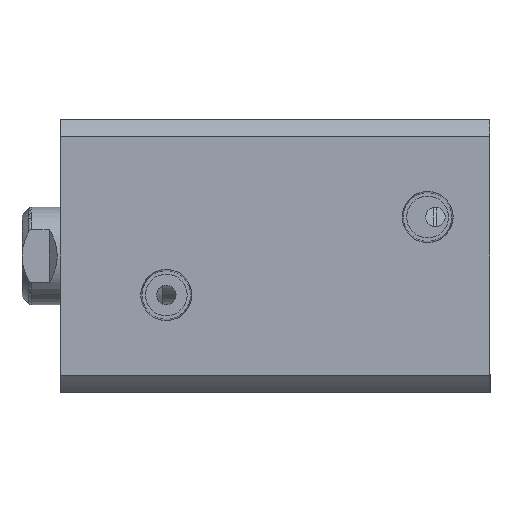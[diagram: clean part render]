
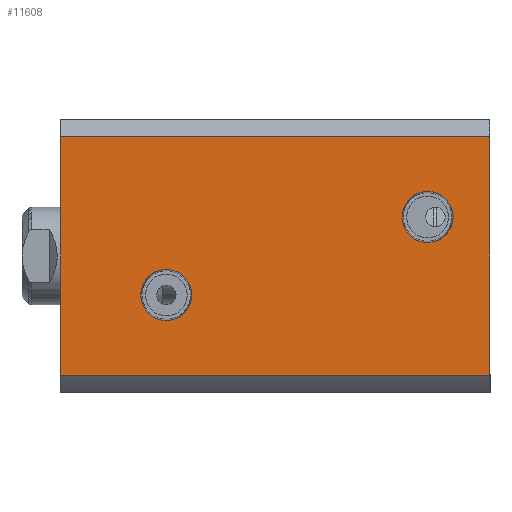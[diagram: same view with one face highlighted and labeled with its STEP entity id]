
A CAD part, left-side view. The second image highlights one B-rep face of the part: STEP entity #11608.
In plain terms, the highlighted planar face has unit normal (-1, 0, 0).
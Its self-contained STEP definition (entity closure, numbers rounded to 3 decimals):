
#46 = EDGE_CURVE ( 'NONE', #605, #2272, #2045, .T. ) ;
#315 = CARTESIAN_POINT ( 'NONE',  ( -35., 10., 89.541 ) ) ;
#491 = DIRECTION ( 'NONE',  ( 0., 0., 1. ) ) ;
#503 = EDGE_CURVE ( 'NONE', #9989, #5561, #4001, .T. ) ;
#605 = VERTEX_POINT ( 'NONE', #9212 ) ;
#610 = EDGE_LOOP ( 'NONE', ( #10864, #1690, #9280, #10689 ) ) ;
#785 = CARTESIAN_POINT ( 'NONE',  ( -35., 10., 76.459 ) ) ;
#809 = CARTESIAN_POINT ( 'NONE',  ( -35., 30.615, 110. ) ) ;
#899 = AXIS2_PLACEMENT_3D ( 'NONE', #9873, #4136, #10852 ) ;
#1030 = DIRECTION ( 'NONE',  ( 0., -1., 0. ) ) ;
#1097 = EDGE_CURVE ( 'NONE', #605, #1576, #11066, .T. ) ;
#1576 = VERTEX_POINT ( 'NONE', #809 ) ;
#1664 = CIRCLE ( 'NONE', #899, 6.541 ) ;
#1690 = ORIENTED_EDGE ( 'NONE', *, *, #46, .T. ) ;
#1705 = ORIENTED_EDGE ( 'NONE', *, *, #503, .F. ) ;
#1729 = CARTESIAN_POINT ( 'NONE',  ( -35., 35., 110. ) ) ;
#1748 = EDGE_LOOP ( 'NONE', ( #10481, #1705 ) ) ;
#2045 = LINE ( 'NONE', #7988, #11936 ) ;
#2070 = DIRECTION ( 'NONE',  ( -1., 0., 0. ) ) ;
#2111 = EDGE_CURVE ( 'NONE', #5561, #9989, #11838, .T. ) ;
#2272 = VERTEX_POINT ( 'NONE', #6940 ) ;
#2305 = CARTESIAN_POINT ( 'NONE',  ( -35., 35., 110. ) ) ;
#2457 = FACE_BOUND ( 'NONE', #1748, .T. ) ;
#3215 = EDGE_CURVE ( 'NONE', #8368, #7947, #1664, .T. ) ;
#3401 = CARTESIAN_POINT ( 'NONE',  ( -35., -30.615, 110. ) ) ;
#3778 = EDGE_CURVE ( 'NONE', #7947, #8368, #7021, .T. ) ;
#4001 = CIRCLE ( 'NONE', #10670, 6.541 ) ;
#4136 = DIRECTION ( 'NONE',  ( -1., 0., 0. ) ) ;
#4156 = DIRECTION ( 'NONE',  ( 0., 0., 1. ) ) ;
#4201 = AXIS2_PLACEMENT_3D ( 'NONE', #2305, #10909, #5172 ) ;
#4286 = CARTESIAN_POINT ( 'NONE',  ( -35., -10., 16. ) ) ;
#5172 = DIRECTION ( 'NONE',  ( 0., 1., 0. ) ) ;
#5261 = DIRECTION ( 'NONE',  ( 0., 0., 1. ) ) ;
#5510 = LINE ( 'NONE', #8396, #7734 ) ;
#5561 = VERTEX_POINT ( 'NONE', #315 ) ;
#6021 = CARTESIAN_POINT ( 'NONE',  ( -35., 30.615, -390. ) ) ;
#6182 = DIRECTION ( 'NONE',  ( -1., 0., 0. ) ) ;
#6295 = EDGE_LOOP ( 'NONE', ( #11487, #10613 ) ) ;
#6318 = EDGE_CURVE ( 'NONE', #1576, #9204, #11638, .T. ) ;
#6940 = CARTESIAN_POINT ( 'NONE',  ( -35., -30.615, 0. ) ) ;
#7021 = CIRCLE ( 'NONE', #7681, 6.541 ) ;
#7531 = FACE_BOUND ( 'NONE', #6295, .T. ) ;
#7681 = AXIS2_PLACEMENT_3D ( 'NONE', #4286, #10992, #5261 ) ;
#7734 = VECTOR ( 'NONE', #9121, 1000. ) ;
#7780 = CARTESIAN_POINT ( 'NONE',  ( -35., 10., 83. ) ) ;
#7947 = VERTEX_POINT ( 'NONE', #10833 ) ;
#7988 = CARTESIAN_POINT ( 'NONE',  ( -35., 35., 0. ) ) ;
#8368 = VERTEX_POINT ( 'NONE', #9394 ) ;
#8388 = DIRECTION ( 'NONE',  ( 0., -1., 0. ) ) ;
#8396 = CARTESIAN_POINT ( 'NONE',  ( -35., -30.615, -390. ) ) ;
#8498 = VECTOR ( 'NONE', #4156, 1000. ) ;
#8739 = DIRECTION ( 'NONE',  ( 0., 0., 1. ) ) ;
#8979 = PLANE ( 'NONE',  #4201 ) ;
#9121 = DIRECTION ( 'NONE',  ( 0., 0., -1. ) ) ;
#9204 = VERTEX_POINT ( 'NONE', #3401 ) ;
#9212 = CARTESIAN_POINT ( 'NONE',  ( -35., 30.615, 0. ) ) ;
#9280 = ORIENTED_EDGE ( 'NONE', *, *, #10001, .F. ) ;
#9394 = CARTESIAN_POINT ( 'NONE',  ( -35., -10., 22.541 ) ) ;
#9399 = VECTOR ( 'NONE', #8388, 1000. ) ;
#9873 = CARTESIAN_POINT ( 'NONE',  ( -35., -10., 16. ) ) ;
#9989 = VERTEX_POINT ( 'NONE', #785 ) ;
#10001 = EDGE_CURVE ( 'NONE', #9204, #2272, #5510, .T. ) ;
#10456 = AXIS2_PLACEMENT_3D ( 'NONE', #7780, #2070, #8739 ) ;
#10481 = ORIENTED_EDGE ( 'NONE', *, *, #2111, .F. ) ;
#10613 = ORIENTED_EDGE ( 'NONE', *, *, #3778, .F. ) ;
#10670 = AXIS2_PLACEMENT_3D ( 'NONE', #11935, #6182, #491 ) ;
#10689 = ORIENTED_EDGE ( 'NONE', *, *, #6318, .F. ) ;
#10833 = CARTESIAN_POINT ( 'NONE',  ( -35., -10., 9.459 ) ) ;
#10852 = DIRECTION ( 'NONE',  ( 0., 0., 1. ) ) ;
#10864 = ORIENTED_EDGE ( 'NONE', *, *, #1097, .F. ) ;
#10909 = DIRECTION ( 'NONE',  ( 1., 0., 0. ) ) ;
#10992 = DIRECTION ( 'NONE',  ( -1., 0., 0. ) ) ;
#11066 = LINE ( 'NONE', #6021, #8498 ) ;
#11487 = ORIENTED_EDGE ( 'NONE', *, *, #3215, .F. ) ;
#11608 = ADVANCED_FACE ( 'NONE', ( #7531, #2457, #12328 ), #8979, .F. ) ;
#11638 = LINE ( 'NONE', #1729, #9399 ) ;
#11838 = CIRCLE ( 'NONE', #10456, 6.541 ) ;
#11935 = CARTESIAN_POINT ( 'NONE',  ( -35., 10., 83. ) ) ;
#11936 = VECTOR ( 'NONE', #1030, 1000. ) ;
#12328 = FACE_OUTER_BOUND ( 'NONE', #610, .T. ) ;
